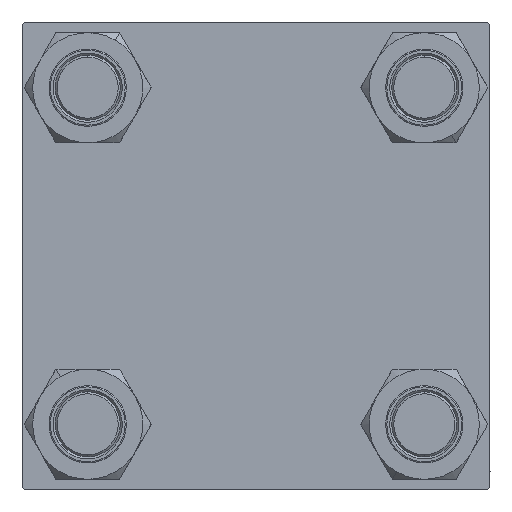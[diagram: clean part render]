
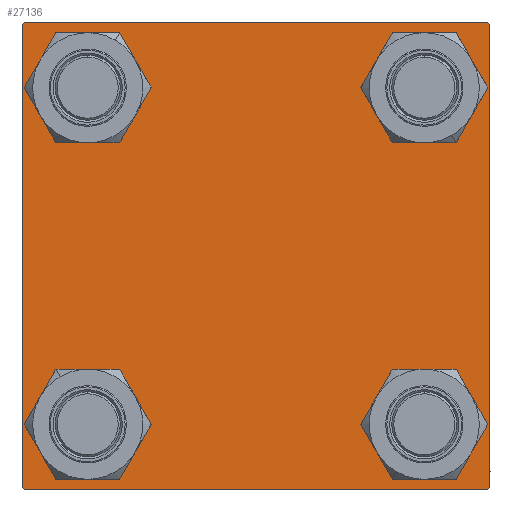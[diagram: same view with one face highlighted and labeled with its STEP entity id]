
A CAD part, left-side view. The second image highlights one B-rep face of the part: STEP entity #27136.
In plain terms, the highlighted planar face has unit normal (-1, 0, 0).
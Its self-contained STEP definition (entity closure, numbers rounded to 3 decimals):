
#1908 = CARTESIAN_POINT ( 'NONE',  ( 0., 57., -57.5 ) ) ;
#2443 = CIRCLE ( 'NONE', #19546, 8.5 ) ;
#2479 = VECTOR ( 'NONE', #2863, 1000. ) ;
#2559 = CARTESIAN_POINT ( 'NONE',  ( 0., 57.5, 57.5 ) ) ;
#2863 = DIRECTION ( 'NONE',  ( 0., -0.707, 0.707 ) ) ;
#3109 = LINE ( 'NONE', #30333, #2479 ) ;
#3468 = CARTESIAN_POINT ( 'NONE',  ( 0., 41.35, 49.85 ) ) ;
#3646 = CARTESIAN_POINT ( 'NONE',  ( 0., 57.25, 57.25 ) ) ;
#3719 = ORIENTED_EDGE ( 'NONE', *, *, #12332, .F. ) ;
#3732 = DIRECTION ( 'NONE',  ( 0., 0., 1. ) ) ;
#3795 = EDGE_CURVE ( 'NONE', #50393, #19533, #33424, .T. ) ;
#4118 = CARTESIAN_POINT ( 'NONE',  ( 0., 41.35, -32.85 ) ) ;
#4167 = EDGE_CURVE ( 'NONE', #27581, #7408, #14629, .T. ) ;
#4383 = LINE ( 'NONE', #35963, #45842 ) ;
#4737 = LINE ( 'NONE', #12679, #46499 ) ;
#5107 = ORIENTED_EDGE ( 'NONE', *, *, #3795, .T. ) ;
#6278 = ORIENTED_EDGE ( 'NONE', *, *, #28749, .T. ) ;
#6620 = EDGE_LOOP ( 'NONE', ( #41826, #25846 ) ) ;
#7408 = VERTEX_POINT ( 'NONE', #17881 ) ;
#7664 = DIRECTION ( 'NONE',  ( 1., 0., 0. ) ) ;
#7710 = FACE_BOUND ( 'NONE', #28987, .T. ) ;
#7874 = VERTEX_POINT ( 'NONE', #42712 ) ;
#7906 = ORIENTED_EDGE ( 'NONE', *, *, #9890, .T. ) ;
#8119 = CIRCLE ( 'NONE', #50787, 8.5 ) ;
#9698 = CARTESIAN_POINT ( 'NONE',  ( 0., -41.35, -49.85 ) ) ;
#9890 = EDGE_CURVE ( 'NONE', #7874, #25084, #13588, .T. ) ;
#10205 = ORIENTED_EDGE ( 'NONE', *, *, #27922, .T. ) ;
#11123 = LINE ( 'NONE', #30646, #25345 ) ;
#11433 = CARTESIAN_POINT ( 'NONE',  ( 0., 41.35, 32.85 ) ) ;
#11992 = CARTESIAN_POINT ( 'NONE',  ( 0., -41.35, -32.85 ) ) ;
#12061 = DIRECTION ( 'NONE',  ( -1., 0., 0. ) ) ;
#12332 = EDGE_CURVE ( 'NONE', #22808, #14499, #4737, .T. ) ;
#12552 = PLANE ( 'NONE',  #48850 ) ;
#12679 = CARTESIAN_POINT ( 'NONE',  ( 0., -57.5, 57.5 ) ) ;
#12737 = DIRECTION ( 'NONE',  ( 1., 0., 0. ) ) ;
#13588 = CIRCLE ( 'NONE', #42317, 8.5 ) ;
#14207 = EDGE_CURVE ( 'NONE', #48305, #34307, #23552, .T. ) ;
#14499 = VERTEX_POINT ( 'NONE', #40466 ) ;
#14629 = LINE ( 'NONE', #2559, #42238 ) ;
#14662 = AXIS2_PLACEMENT_3D ( 'NONE', #21847, #30067, #45257 ) ;
#15423 = FACE_BOUND ( 'NONE', #49563, .T. ) ;
#15574 = CARTESIAN_POINT ( 'NONE',  ( 0., 57., 57.5 ) ) ;
#15675 = FACE_BOUND ( 'NONE', #6620, .T. ) ;
#15709 = DIRECTION ( 'NONE',  ( 0., 0.707, -0.707 ) ) ;
#16107 = VERTEX_POINT ( 'NONE', #37725 ) ;
#16549 = EDGE_CURVE ( 'NONE', #25084, #7874, #21203, .T. ) ;
#16917 = ORIENTED_EDGE ( 'NONE', *, *, #38901, .T. ) ;
#17389 = ORIENTED_EDGE ( 'NONE', *, *, #21836, .T. ) ;
#17881 = CARTESIAN_POINT ( 'NONE',  ( 0., -57., 57.5 ) ) ;
#17935 = EDGE_LOOP ( 'NONE', ( #42569, #10205, #5107, #49817, #3719, #16917, #47409, #17389 ) ) ;
#18651 = CIRCLE ( 'NONE', #48175, 8.5 ) ;
#19044 = DIRECTION ( 'NONE',  ( 1., 0., 0. ) ) ;
#19227 = AXIS2_PLACEMENT_3D ( 'NONE', #47945, #12737, #28411 ) ;
#19533 = VERTEX_POINT ( 'NONE', #49297 ) ;
#19546 = AXIS2_PLACEMENT_3D ( 'NONE', #23658, #19044, #42439 ) ;
#20100 = LINE ( 'NONE', #39631, #20981 ) ;
#20260 = VERTEX_POINT ( 'NONE', #24071 ) ;
#20601 = DIRECTION ( 'NONE',  ( 0., -0.707, -0.707 ) ) ;
#20981 = VECTOR ( 'NONE', #20601, 1000. ) ;
#21203 = CIRCLE ( 'NONE', #14662, 8.5 ) ;
#21234 = CARTESIAN_POINT ( 'NONE',  ( 0., -57.5, 57. ) ) ;
#21357 = CARTESIAN_POINT ( 'NONE',  ( 0., 57.5, -57.5 ) ) ;
#21836 = EDGE_CURVE ( 'NONE', #27581, #20260, #47060, .T. ) ;
#21847 = CARTESIAN_POINT ( 'NONE',  ( 0., -41.35, 41.35 ) ) ;
#22557 = ORIENTED_EDGE ( 'NONE', *, *, #31649, .T. ) ;
#22808 = VERTEX_POINT ( 'NONE', #21234 ) ;
#23440 = AXIS2_PLACEMENT_3D ( 'NONE', #40996, #37134, #32753 ) ;
#23552 = CIRCLE ( 'NONE', #39983, 8.5 ) ;
#23658 = CARTESIAN_POINT ( 'NONE',  ( 0., 41.35, -41.35 ) ) ;
#24071 = CARTESIAN_POINT ( 'NONE',  ( 0., 57.5, 57. ) ) ;
#25084 = VERTEX_POINT ( 'NONE', #40814 ) ;
#25345 = VECTOR ( 'NONE', #46345, 1000. ) ;
#25466 = EDGE_CURVE ( 'NONE', #36408, #25653, #42202, .T. ) ;
#25653 = VERTEX_POINT ( 'NONE', #3468 ) ;
#25700 = DIRECTION ( 'NONE',  ( 1., 0., 0. ) ) ;
#25846 = ORIENTED_EDGE ( 'NONE', *, *, #25466, .T. ) ;
#27136 = ADVANCED_FACE ( 'NONE', ( #7710, #15423, #28224, #15675, #31323 ), #12552, .T. ) ;
#27581 = VERTEX_POINT ( 'NONE', #15574 ) ;
#27922 = EDGE_CURVE ( 'NONE', #29255, #50393, #20100, .T. ) ;
#28224 = FACE_BOUND ( 'NONE', #43378, .T. ) ;
#28411 = DIRECTION ( 'NONE',  ( 0., 0., 1. ) ) ;
#28749 = EDGE_CURVE ( 'NONE', #34307, #48305, #32451, .T. ) ;
#28788 = DIRECTION ( 'NONE',  ( 0., 0., 1. ) ) ;
#28987 = EDGE_LOOP ( 'NONE', ( #7906, #38199 ) ) ;
#29034 = CARTESIAN_POINT ( 'NONE',  ( 0., 57.5, -57. ) ) ;
#29255 = VERTEX_POINT ( 'NONE', #29034 ) ;
#30067 = DIRECTION ( 'NONE',  ( 1., 0., 0. ) ) ;
#30333 = CARTESIAN_POINT ( 'NONE',  ( 0., -57.25, -57.25 ) ) ;
#30646 = CARTESIAN_POINT ( 'NONE',  ( 0., 57.5, 57.5 ) ) ;
#31034 = CARTESIAN_POINT ( 'NONE',  ( 0., -41.35, -41.35 ) ) ;
#31080 = DIRECTION ( 'NONE',  ( 0., 0., 1. ) ) ;
#31323 = FACE_OUTER_BOUND ( 'NONE', #17935, .T. ) ;
#31348 = DIRECTION ( 'NONE',  ( 0., 0.707, 0.707 ) ) ;
#31649 = EDGE_CURVE ( 'NONE', #49819, #16107, #18651, .T. ) ;
#32451 = CIRCLE ( 'NONE', #23440, 8.5 ) ;
#32753 = DIRECTION ( 'NONE',  ( 0., 0., 1. ) ) ;
#33424 = LINE ( 'NONE', #21357, #50459 ) ;
#34307 = VERTEX_POINT ( 'NONE', #9698 ) ;
#35137 = CARTESIAN_POINT ( 'NONE',  ( 0., 41.35, -41.35 ) ) ;
#35877 = EDGE_CURVE ( 'NONE', #25653, #36408, #8119, .T. ) ;
#35963 = CARTESIAN_POINT ( 'NONE',  ( 0., -57.25, 57.25 ) ) ;
#36114 = ORIENTED_EDGE ( 'NONE', *, *, #14207, .T. ) ;
#36408 = VERTEX_POINT ( 'NONE', #11433 ) ;
#36724 = EDGE_CURVE ( 'NONE', #20260, #29255, #11123, .T. ) ;
#37044 = DIRECTION ( 'NONE',  ( 0., -1., 0. ) ) ;
#37134 = DIRECTION ( 'NONE',  ( 1., 0., 0. ) ) ;
#37725 = CARTESIAN_POINT ( 'NONE',  ( 0., 41.35, -49.85 ) ) ;
#38199 = ORIENTED_EDGE ( 'NONE', *, *, #16549, .T. ) ;
#38459 = EDGE_CURVE ( 'NONE', #16107, #49819, #2443, .T. ) ;
#38901 = EDGE_CURVE ( 'NONE', #22808, #7408, #4383, .T. ) ;
#38921 = DIRECTION ( 'NONE',  ( 1., 0., 0. ) ) ;
#38935 = VECTOR ( 'NONE', #15709, 1000. ) ;
#39631 = CARTESIAN_POINT ( 'NONE',  ( 0., 57.25, -57.25 ) ) ;
#39983 = AXIS2_PLACEMENT_3D ( 'NONE', #31034, #46733, #42111 ) ;
#40466 = CARTESIAN_POINT ( 'NONE',  ( 0., -57.5, -57. ) ) ;
#40626 = CARTESIAN_POINT ( 'NONE',  ( 0., 41.35, 41.35 ) ) ;
#40814 = CARTESIAN_POINT ( 'NONE',  ( 0., -41.35, 32.85 ) ) ;
#40996 = CARTESIAN_POINT ( 'NONE',  ( 0., -41.35, -41.35 ) ) ;
#41826 = ORIENTED_EDGE ( 'NONE', *, *, #35877, .T. ) ;
#42111 = DIRECTION ( 'NONE',  ( 0., 0., 1. ) ) ;
#42202 = CIRCLE ( 'NONE', #19227, 8.5 ) ;
#42238 = VECTOR ( 'NONE', #42609, 1000. ) ;
#42317 = AXIS2_PLACEMENT_3D ( 'NONE', #43278, #38921, #3732 ) ;
#42439 = DIRECTION ( 'NONE',  ( 0., 0., 1. ) ) ;
#42569 = ORIENTED_EDGE ( 'NONE', *, *, #36724, .T. ) ;
#42609 = DIRECTION ( 'NONE',  ( 0., -1., 0. ) ) ;
#42640 = EDGE_CURVE ( 'NONE', #19533, #14499, #3109, .T. ) ;
#42712 = CARTESIAN_POINT ( 'NONE',  ( 0., -41.35, 49.85 ) ) ;
#43165 = CARTESIAN_POINT ( 'NONE',  ( 0., 0., 0. ) ) ;
#43278 = CARTESIAN_POINT ( 'NONE',  ( 0., -41.35, 41.35 ) ) ;
#43378 = EDGE_LOOP ( 'NONE', ( #22557, #45967 ) ) ;
#45257 = DIRECTION ( 'NONE',  ( 0., 0., 1. ) ) ;
#45842 = VECTOR ( 'NONE', #31348, 1000. ) ;
#45967 = ORIENTED_EDGE ( 'NONE', *, *, #38459, .T. ) ;
#46345 = DIRECTION ( 'NONE',  ( 0., 0., -1. ) ) ;
#46499 = VECTOR ( 'NONE', #48415, 1000. ) ;
#46733 = DIRECTION ( 'NONE',  ( 1., 0., 0. ) ) ;
#47060 = LINE ( 'NONE', #3646, #38935 ) ;
#47409 = ORIENTED_EDGE ( 'NONE', *, *, #4167, .F. ) ;
#47945 = CARTESIAN_POINT ( 'NONE',  ( 0., 41.35, 41.35 ) ) ;
#48175 = AXIS2_PLACEMENT_3D ( 'NONE', #35137, #7664, #50090 ) ;
#48305 = VERTEX_POINT ( 'NONE', #11992 ) ;
#48415 = DIRECTION ( 'NONE',  ( 0., 0., -1. ) ) ;
#48850 = AXIS2_PLACEMENT_3D ( 'NONE', #43165, #12061, #31080 ) ;
#49297 = CARTESIAN_POINT ( 'NONE',  ( 0., -57., -57.5 ) ) ;
#49563 = EDGE_LOOP ( 'NONE', ( #36114, #6278 ) ) ;
#49817 = ORIENTED_EDGE ( 'NONE', *, *, #42640, .T. ) ;
#49819 = VERTEX_POINT ( 'NONE', #4118 ) ;
#50090 = DIRECTION ( 'NONE',  ( 0., 0., 1. ) ) ;
#50393 = VERTEX_POINT ( 'NONE', #1908 ) ;
#50459 = VECTOR ( 'NONE', #37044, 1000. ) ;
#50787 = AXIS2_PLACEMENT_3D ( 'NONE', #40626, #25700, #28788 ) ;
